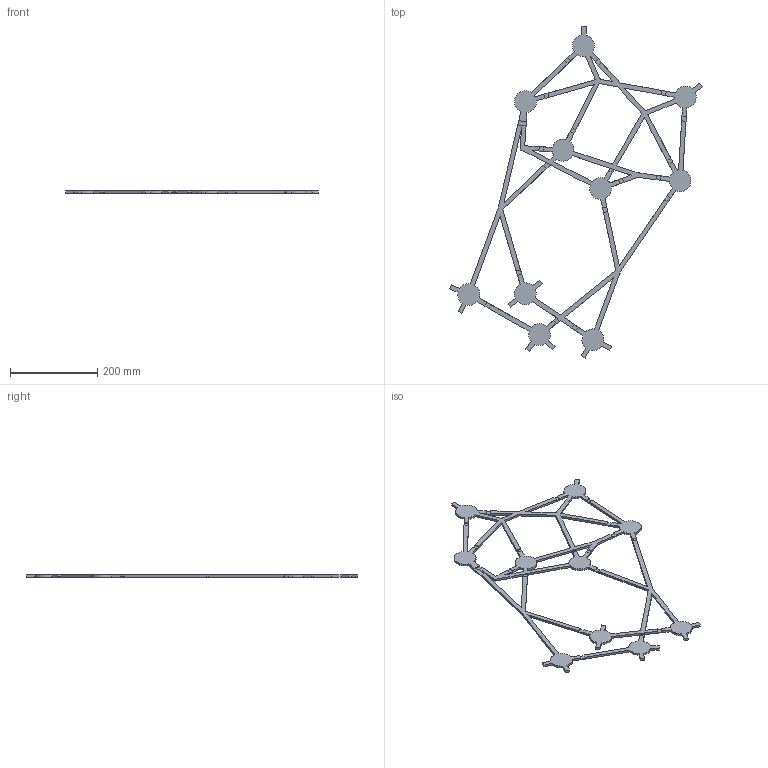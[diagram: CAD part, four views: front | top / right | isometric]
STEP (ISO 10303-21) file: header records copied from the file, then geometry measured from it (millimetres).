
FILE_DESCRIPTION(('Open CASCADE Model'),'2;1');
FILE_NAME('Open CASCADE Shape Model','2023-03-28T15:27:20',('Author'),( 'Open CASCADE'),'Open CASCADE STEP processor 7.7','Open CASCADE 7.7' ,'Unknown');
FILE_SCHEMA(('AUTOMOTIVE_DESIGN { 1 0 10303 214 1 1 1 1 }'));
Length unit declared in the file: millimetre
Products named in the file (1): Open CASCADE STEP translator 7.7 11
Bounding box: 577.18 x 759.31 x 5 mm (x, y, z)
Volume: 286491.9 mm3; surface area: 160215 mm2
Topology: 1 solids, 1 shells, 214 faces, 681 edges, 454 vertices
Faces by surface type: plane 176, cylinder 38
Entity records: 16161 total; most frequent: CARTESIAN_POINT 3005, DIRECTION 2306, LINE 1658, VECTOR 1658, ORIENTED_EDGE 1362, PCURVE 1362, DEFINITIONAL_REPRESENTATION 1362, EDGE_CURVE 681
